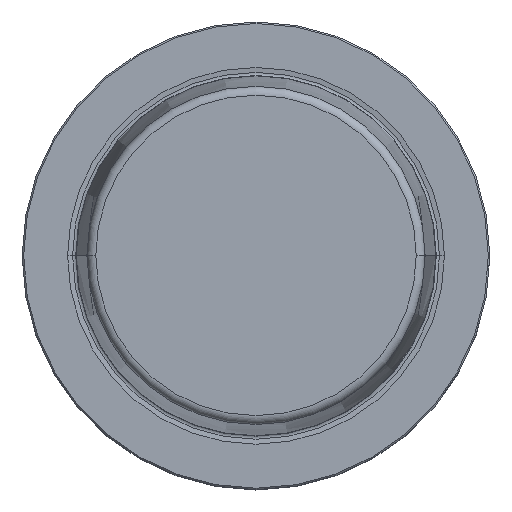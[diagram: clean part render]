
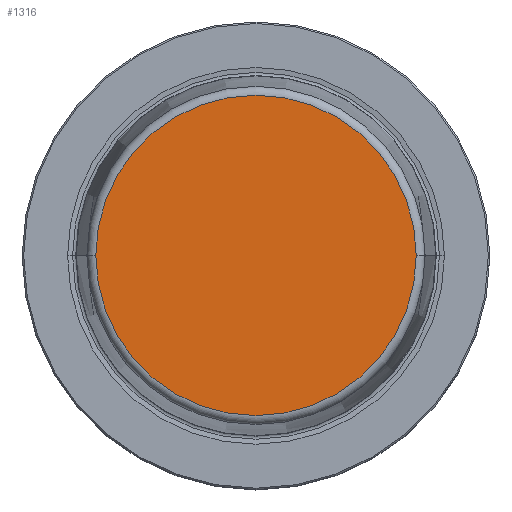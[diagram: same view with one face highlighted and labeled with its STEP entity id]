
A CAD part, top view. The second image highlights one B-rep face of the part: STEP entity #1316.
In plain terms, the highlighted planar face has unit normal (0, 0, 1).
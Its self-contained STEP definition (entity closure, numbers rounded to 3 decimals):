
#73=CARTESIAN_POINT('',(0.,0.,31.9));
#74=DIRECTION('',(0.,0.,1.));
#75=DIRECTION('',(-1.,0.,0.));
#76=AXIS2_PLACEMENT_3D('',#73,#74,#75);
#81=CARTESIAN_POINT('',(0.,0.,31.9));
#82=DIRECTION('',(0.,0.,-1.));
#83=DIRECTION('',(-1.,0.,0.));
#84=AXIS2_PLACEMENT_3D('',#81,#82,#83);
#1122=CARTESIAN_POINT('',(-21.581,0.,31.9));
#1124=VERTEX_POINT('',#1122);
#1200=CARTESIAN_POINT('',(21.581,0.,31.9));
#1202=VERTEX_POINT('',#1200);
#1307=CARTESIAN_POINT('',(0.,0.,31.9));
#1308=DIRECTION('',(0.,0.,-1.));
#1309=DIRECTION('',(1.,0.,0.));
#1310=AXIS2_PLACEMENT_3D('',#1307,#1308,#1309);
#1311=PLANE('',#1310);
#1312=ORIENTED_EDGE('',*,*,#1299,.F.);
#1313=ORIENTED_EDGE('',*,*,#1288,.T.);
#1314=EDGE_LOOP('',(#1312,#1313));
#1315=FACE_OUTER_BOUND('',#1314,.F.);
#1316=ADVANCED_FACE('',(#1315),#1311,.F.);
#77=CIRCLE('',#76,21.581);
#85=CIRCLE('',#84,21.581);
#1288=EDGE_CURVE('',#1124,#1202,#85,.T.);
#1299=EDGE_CURVE('',#1124,#1202,#77,.T.);
